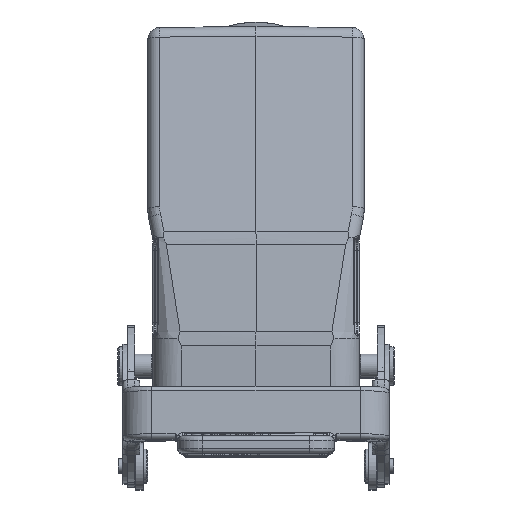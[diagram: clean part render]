
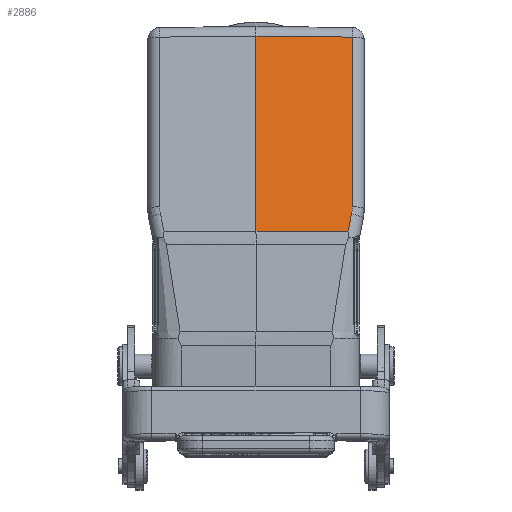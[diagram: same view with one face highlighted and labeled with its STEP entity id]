
A CAD part, top view. The second image highlights one B-rep face of the part: STEP entity #2886.
In plain terms, the highlighted planar face has unit normal (0.009, 0.19, 0.982).
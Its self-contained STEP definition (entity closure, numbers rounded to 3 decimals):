
#504=ELLIPSE('',#30737,7.639,7.5);
#2886=ADVANCED_FACE('NONE',(#5369),#4257,.T.);
#4257=PLANE('',#30741);
#5369=FACE_OUTER_BOUND('',#7171,.T.);
#7171=EDGE_LOOP('',(#11849,#11850,#11851,#11852,#11853,#11854));
#11849=ORIENTED_EDGE('',*,*,#22106,.T.);
#11850=ORIENTED_EDGE('',*,*,#22107,.T.);
#11851=ORIENTED_EDGE('',*,*,#22108,.T.);
#11852=ORIENTED_EDGE('',*,*,#21959,.F.);
#11853=ORIENTED_EDGE('',*,*,#22099,.F.);
#11854=ORIENTED_EDGE('',*,*,#22109,.T.);
#18936=VERTEX_POINT('',#45829);
#18937=VERTEX_POINT('',#45831);
#18985=VERTEX_POINT('',#46490);
#19014=VERTEX_POINT('',#46780);
#19017=VERTEX_POINT('',#46869);
#19018=VERTEX_POINT('',#46870);
#21959=EDGE_CURVE('NONE',#18936,#18937,#25428,.T.);
#22099=EDGE_CURVE('NONE',#19014,#18936,#504,.T.);
#22106=EDGE_CURVE('NONE',#19017,#19018,#25479,.T.);
#22107=EDGE_CURVE('NONE',#19018,#18985,#25480,.T.);
#22108=EDGE_CURVE('NONE',#18985,#18937,#25481,.T.);
#22109=EDGE_CURVE('NONE',#19014,#19017,#25482,.T.);
#25428=LINE('',#45830,#27717);
#25479=LINE('',#46868,#27768);
#25480=LINE('',#46871,#27769);
#25481=LINE('',#46872,#27770);
#25482=LINE('',#46873,#27771);
#27717=VECTOR('',#34669,1.);
#27768=VECTOR('',#34910,1.);
#27769=VECTOR('',#34911,1.);
#27770=VECTOR('',#34912,1.);
#27771=VECTOR('',#34913,1.);
#30737=AXIS2_PLACEMENT_3D('',#46781,#34902,#34903);
#30741=AXIS2_PLACEMENT_3D('',#46874,#34914,#34915);
#34669=DIRECTION('',(-0.193,-0.963,0.188));
#34902=DIRECTION('',(-0.009,-0.19,-0.982));
#34903=DIRECTION('',(0.045,0.981,-0.19));
#34910=DIRECTION('',(-1.,0.009,0.007));
#34911=DIRECTION('',(0.,-0.982,0.19));
#34912=DIRECTION('',(1.,0.,-0.009));
#34913=DIRECTION('',(0.,0.982,-0.19));
#34914=DIRECTION('',(0.009,0.19,0.982));
#34915=DIRECTION('',(0.,-0.982,0.19));
#45829=CARTESIAN_POINT('',(19.876,-17.591,56.859));
#45830=CARTESIAN_POINT('',(18.171,-26.117,58.521));
#45831=CARTESIAN_POINT('',(19.146,-21.241,57.57));
#46490=CARTESIAN_POINT('',(0.,-21.241,57.74));
#46780=CARTESIAN_POINT('',(20.022,-16.12,56.573));
#46781=CARTESIAN_POINT('',(12.522,-16.12,56.64));
#46868=CARTESIAN_POINT('',(0.308,19.387,49.889));
#46869=CARTESIAN_POINT('',(20.022,19.215,49.747));
#46870=CARTESIAN_POINT('',(0.,19.39,49.891));
#46871=CARTESIAN_POINT('',(0.,-22.585,58.));
#46872=CARTESIAN_POINT('',(-0.002,-21.241,57.74));
#46873=CARTESIAN_POINT('',(20.022,19.61,49.671));
#46874=CARTESIAN_POINT('',(0.,-22.585,58.));
